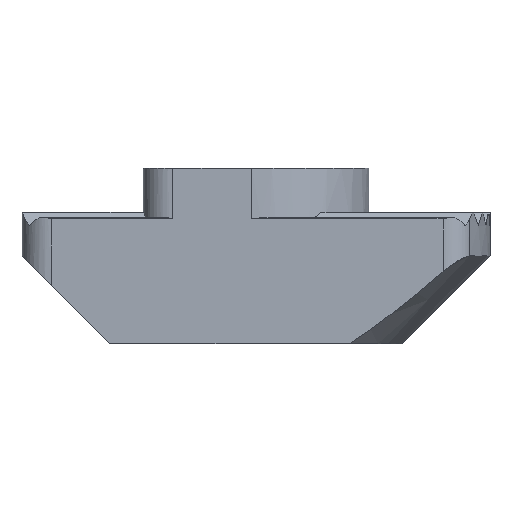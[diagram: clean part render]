
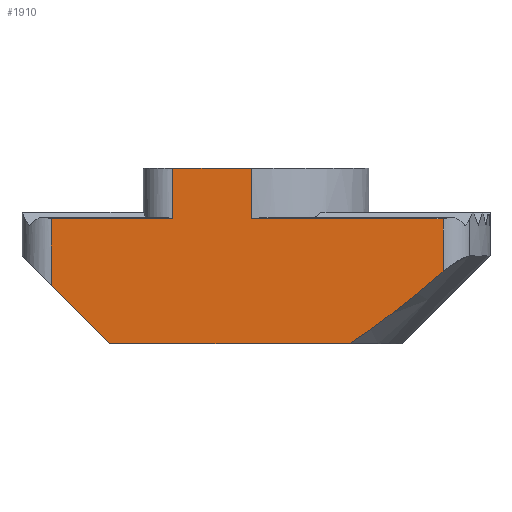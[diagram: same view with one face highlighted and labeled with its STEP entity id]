
A CAD part, front view. The second image highlights one B-rep face of the part: STEP entity #1910.
In plain terms, the highlighted planar face has unit normal (0, -1, 0).
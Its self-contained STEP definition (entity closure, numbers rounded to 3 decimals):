
#25 = DIRECTION ( 'NONE',  ( -1., 0., 0. ) ) ;
#45 = LINE ( 'NONE', #2692, #2364 ) ;
#73 = DIRECTION ( 'NONE',  ( 0.707, 0., -0.707 ) ) ;
#78 = LINE ( 'NONE', #2738, #1868 ) ;
#88 = CARTESIAN_POINT ( 'NONE',  ( -0.15, -3.85, 6. ) ) ;
#102 = CARTESIAN_POINT ( 'NONE',  ( 6.394, -3.85, 4.271 ) ) ;
#166 = VERTEX_POINT ( 'NONE', #2865 ) ;
#178 = DIRECTION ( 'NONE',  ( 0., 0., 1. ) ) ;
#190 = EDGE_CURVE ( 'NONE', #338, #166, #1919, .T. ) ;
#230 = EDGE_CURVE ( 'NONE', #166, #1074, #1771, .T. ) ;
#241 = EDGE_CURVE ( 'NONE', #2678, #688, #45, .T. ) ;
#280 = ORIENTED_EDGE ( 'NONE', *, *, #2398, .T. ) ;
#289 = DIRECTION ( 'NONE',  ( 0., 0., 1. ) ) ;
#301 = CARTESIAN_POINT ( 'NONE',  ( 3.761, -3.85, 0.364 ) ) ;
#338 = VERTEX_POINT ( 'NONE', #2768 ) ;
#381 = ORIENTED_EDGE ( 'NONE', *, *, #2509, .T. ) ;
#421 = ORIENTED_EDGE ( 'NONE', *, *, #241, .T. ) ;
#487 = LINE ( 'NONE', #2286, #1617 ) ;
#497 = CARTESIAN_POINT ( 'NONE',  ( -8., -3.85, 0. ) ) ;
#533 = CARTESIAN_POINT ( 'NONE',  ( 3.19, -3.85, 0. ) ) ;
#542 = ORIENTED_EDGE ( 'NONE', *, *, #1517, .F. ) ;
#575 = LINE ( 'NONE', #2360, #2206 ) ;
#607 = EDGE_LOOP ( 'NONE', ( #1571, #2123, #280, #381, #2264, #2140, #1793, #421, #2820, #542 ) ) ;
#688 = VERTEX_POINT ( 'NONE', #1488 ) ;
#692 = CARTESIAN_POINT ( 'NONE',  ( -8., -3.85, 4.271 ) ) ;
#737 = DIRECTION ( 'NONE',  ( 1., 0., 0. ) ) ;
#816 = VERTEX_POINT ( 'NONE', #1060 ) ;
#869 = CARTESIAN_POINT ( 'NONE',  ( -2.85, -3.85, 4.5 ) ) ;
#871 = VECTOR ( 'NONE', #1355, 1000. ) ;
#971 = VERTEX_POINT ( 'NONE', #1302 ) ;
#1037 = B_SPLINE_CURVE_WITH_KNOTS ( 'NONE', 3,
 ( #533, #301, #2537, #1204, #2755, #1433 ),
 .UNSPECIFIED., .F., .F.,
 ( 4, 2, 4 ),
 ( 0., 0.002, 0.004 ),
 .UNSPECIFIED. ) ;
#1058 = CARTESIAN_POINT ( 'NONE',  ( -8., -3.85, 4.5 ) ) ;
#1060 = CARTESIAN_POINT ( 'NONE',  ( 3.19, -3.85, 0. ) ) ;
#1074 = VERTEX_POINT ( 'NONE', #2061 ) ;
#1098 = EDGE_CURVE ( 'NONE', #971, #2678, #487, .T. ) ;
#1123 = CARTESIAN_POINT ( 'NONE',  ( -5., -3.85, 0. ) ) ;
#1167 = VECTOR ( 'NONE', #1370, 1000. ) ;
#1181 = VERTEX_POINT ( 'NONE', #2429 ) ;
#1204 = CARTESIAN_POINT ( 'NONE',  ( 5.364, -3.85, 1.594 ) ) ;
#1296 = PLANE ( 'NONE',  #1443 ) ;
#1300 = FACE_OUTER_BOUND ( 'NONE', #607, .T. ) ;
#1302 = CARTESIAN_POINT ( 'NONE',  ( 6.394, -3.85, 2.463 ) ) ;
#1312 = VECTOR ( 'NONE', #1566, 1000. ) ;
#1355 = DIRECTION ( 'NONE',  ( 0., 0., -1. ) ) ;
#1370 = DIRECTION ( 'NONE',  ( -1., 0., 0. ) ) ;
#1416 = EDGE_CURVE ( 'NONE', #2060, #816, #1729, .T. ) ;
#1433 = CARTESIAN_POINT ( 'NONE',  ( 6.394, -3.85, 2.463 ) ) ;
#1443 = AXIS2_PLACEMENT_3D ( 'NONE', #1058, #1525, #178 ) ;
#1488 = CARTESIAN_POINT ( 'NONE',  ( -0.15, -3.85, 4.271 ) ) ;
#1517 = EDGE_CURVE ( 'NONE', #338, #2227, #1900, .T. ) ;
#1525 = DIRECTION ( 'NONE',  ( 0., 1., 0. ) ) ;
#1566 = DIRECTION ( 'NONE',  ( 0., 0., -1. ) ) ;
#1571 = ORIENTED_EDGE ( 'NONE', *, *, #190, .T. ) ;
#1583 = CARTESIAN_POINT ( 'NONE',  ( -3.85, -3.85, 6. ) ) ;
#1617 = VECTOR ( 'NONE', #289, 1000. ) ;
#1729 = LINE ( 'NONE', #497, #2229 ) ;
#1771 = LINE ( 'NONE', #692, #1167 ) ;
#1793 = ORIENTED_EDGE ( 'NONE', *, *, #1098, .T. ) ;
#1868 = VECTOR ( 'NONE', #73, 1000. ) ;
#1900 = LINE ( 'NONE', #1583, #2413 ) ;
#1910 = ADVANCED_FACE ( 'NONE', ( #1300 ), #1296, .F. ) ;
#1919 = LINE ( 'NONE', #869, #1312 ) ;
#2060 = VERTEX_POINT ( 'NONE', #1123 ) ;
#2061 = CARTESIAN_POINT ( 'NONE',  ( -7., -3.85, 4.271 ) ) ;
#2123 = ORIENTED_EDGE ( 'NONE', *, *, #230, .T. ) ;
#2140 = ORIENTED_EDGE ( 'NONE', *, *, #2212, .T. ) ;
#2206 = VECTOR ( 'NONE', #2578, 1000. ) ;
#2212 = EDGE_CURVE ( 'NONE', #816, #971, #1037, .T. ) ;
#2227 = VERTEX_POINT ( 'NONE', #88 ) ;
#2229 = VECTOR ( 'NONE', #737, 1000. ) ;
#2245 = CARTESIAN_POINT ( 'NONE',  ( -7., -3.85, 4.5 ) ) ;
#2264 = ORIENTED_EDGE ( 'NONE', *, *, #1416, .T. ) ;
#2286 = CARTESIAN_POINT ( 'NONE',  ( 6.394, -3.85, 4.5 ) ) ;
#2360 = CARTESIAN_POINT ( 'NONE',  ( -0.15, -3.85, 6. ) ) ;
#2364 = VECTOR ( 'NONE', #25, 1000. ) ;
#2398 = EDGE_CURVE ( 'NONE', #1074, #1181, #2719, .T. ) ;
#2413 = VECTOR ( 'NONE', #2674, 1000. ) ;
#2429 = CARTESIAN_POINT ( 'NONE',  ( -7., -3.85, 2. ) ) ;
#2509 = EDGE_CURVE ( 'NONE', #1181, #2060, #78, .T. ) ;
#2537 = CARTESIAN_POINT ( 'NONE',  ( 4.303, -3.85, 0.764 ) ) ;
#2578 = DIRECTION ( 'NONE',  ( 0., 0., -1. ) ) ;
#2674 = DIRECTION ( 'NONE',  ( 1., 0., 0. ) ) ;
#2678 = VERTEX_POINT ( 'NONE', #102 ) ;
#2692 = CARTESIAN_POINT ( 'NONE',  ( -8., -3.85, 4.271 ) ) ;
#2719 = LINE ( 'NONE', #2245, #871 ) ;
#2738 = CARTESIAN_POINT ( 'NONE',  ( -8., -3.85, 3. ) ) ;
#2747 = EDGE_CURVE ( 'NONE', #2227, #688, #575, .T. ) ;
#2755 = CARTESIAN_POINT ( 'NONE',  ( 5.882, -3.85, 2.025 ) ) ;
#2768 = CARTESIAN_POINT ( 'NONE',  ( -2.85, -3.85, 6. ) ) ;
#2820 = ORIENTED_EDGE ( 'NONE', *, *, #2747, .F. ) ;
#2865 = CARTESIAN_POINT ( 'NONE',  ( -2.85, -3.85, 4.271 ) ) ;
